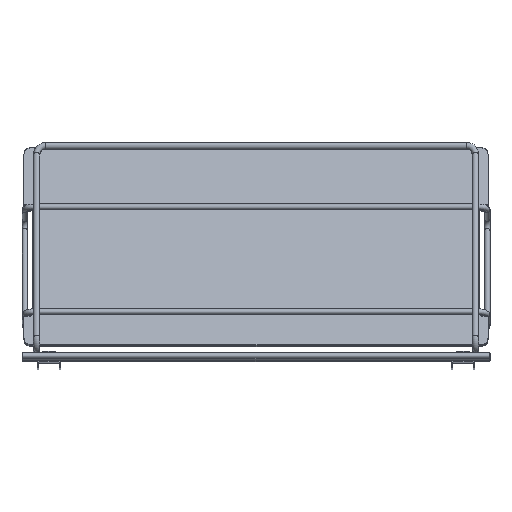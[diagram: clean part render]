
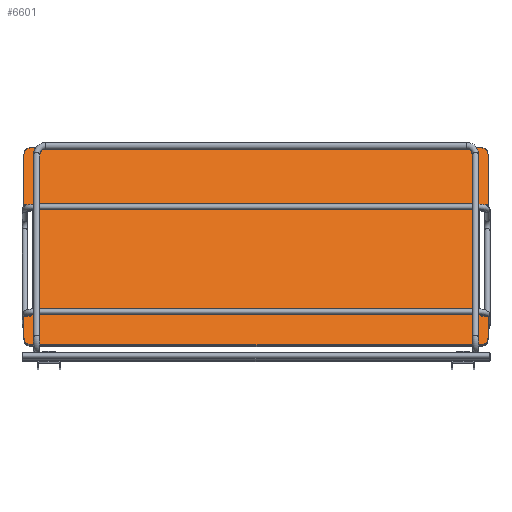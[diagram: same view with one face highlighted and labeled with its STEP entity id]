
A CAD part, top view. The second image highlights one B-rep face of the part: STEP entity #6601.
In plain terms, the highlighted face is planar.
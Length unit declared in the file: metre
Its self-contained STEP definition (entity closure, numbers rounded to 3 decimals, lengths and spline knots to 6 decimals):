
#5786=CARTESIAN_POINT('',(0.2368,-0.113,0.0));
#5787=VERTEX_POINT('',#5786);
#5794=CARTESIAN_POINT('',(0.245,-0.1048,0.0));
#5795=VERTEX_POINT('',#5794);
#5796=CARTESIAN_POINT('',(0.2368,-0.1048,0.0));
#5797=DIRECTION('',(0.0,0.0,1.0));
#5798=DIRECTION('',(-1.0,0.0,0.0));
#5799=AXIS2_PLACEMENT_3D('',#5796,#5797,#5798);
#5800=CIRCLE('',#5799,0.0082);
#5801=EDGE_CURVE('',#5787,#5795,#5800,.T.);
#5826=CARTESIAN_POINT('',(0.245,-0.047497,0.0));
#5827=VERTEX_POINT('',#5826);
#5828=CARTESIAN_POINT('',(0.245,-0.1048,0.0));
#5829=DIRECTION('',(0.0,1.0,0.0));
#5830=VECTOR('',#5829,0.057303);
#5831=LINE('',#5828,#5830);
#5832=EDGE_CURVE('',#5795,#5827,#5831,.T.);
#5858=CARTESIAN_POINT('',(0.2445,-0.046997,0.0));
#5859=VERTEX_POINT('',#5858);
#5860=CARTESIAN_POINT('',(0.2445,-0.047497,0.0));
#5861=DIRECTION('',(0.0,0.0,1.0));
#5862=DIRECTION('',(0.0,-1.0,0.0));
#5863=AXIS2_PLACEMENT_3D('',#5860,#5861,#5862);
#5864=CIRCLE('',#5863,0.0005);
#5865=EDGE_CURVE('',#5827,#5859,#5864,.T.);
#5890=CARTESIAN_POINT('',(0.23936,-0.046997,0.0));
#5891=VERTEX_POINT('',#5890);
#5892=CARTESIAN_POINT('',(0.2445,-0.046997,0.0));
#5893=DIRECTION('',(-1.0,0.0,0.0));
#5894=VECTOR('',#5893,0.00514);
#5895=LINE('',#5892,#5894);
#5896=EDGE_CURVE('',#5859,#5891,#5895,.T.);
#5922=CARTESIAN_POINT('',(0.236,-0.0435,0.0));
#5923=VERTEX_POINT('',#5922);
#5924=CARTESIAN_POINT('',(0.2395,-0.0435,0.0));
#5925=DIRECTION('',(0.0,0.0,-1.));
#5926=DIRECTION('',(-0.04,-0.999,0.0));
#5927=AXIS2_PLACEMENT_3D('',#5924,#5925,#5926);
#5928=CIRCLE('',#5927,0.0035);
#5929=EDGE_CURVE('',#5891,#5923,#5928,.T.);
#5954=CARTESIAN_POINT('',(0.236,0.0765,0.0));
#5955=VERTEX_POINT('',#5954);
#5956=CARTESIAN_POINT('',(0.236,-0.0435,0.0));
#5957=DIRECTION('',(0.0,1.0,0.0));
#5958=VECTOR('',#5957,0.12);
#5959=LINE('',#5956,#5958);
#5960=EDGE_CURVE('',#5923,#5955,#5959,.T.);
#5986=CARTESIAN_POINT('',(0.2395,0.08,0.0));
#5987=VERTEX_POINT('',#5986);
#5988=CARTESIAN_POINT('',(0.2395,0.0765,0.0));
#5989=DIRECTION('',(0.0,0.0,-1.0));
#5990=DIRECTION('',(-1.0,0.0,0.0));
#5991=AXIS2_PLACEMENT_3D('',#5988,#5989,#5990);
#5992=CIRCLE('',#5991,0.0035);
#5993=EDGE_CURVE('',#5955,#5987,#5992,.T.);
#6018=CARTESIAN_POINT('',(0.2445,0.08,0.0));
#6019=VERTEX_POINT('',#6018);
#6020=CARTESIAN_POINT('',(0.2395,0.08,0.0));
#6021=DIRECTION('',(1.0,0.0,0.0));
#6022=VECTOR('',#6021,0.005);
#6023=LINE('',#6020,#6022);
#6024=EDGE_CURVE('',#5987,#6019,#6023,.T.);
#6050=CARTESIAN_POINT('',(0.245,0.0805,0.0));
#6051=VERTEX_POINT('',#6050);
#6052=CARTESIAN_POINT('',(0.2445,0.0805,0.0));
#6053=DIRECTION('',(0.0,0.0,1.0));
#6054=DIRECTION('',(-1.0,0.0,0.0));
#6055=AXIS2_PLACEMENT_3D('',#6052,#6053,#6054);
#6056=CIRCLE('',#6055,0.0005);
#6057=EDGE_CURVE('',#6019,#6051,#6056,.T.);
#6082=CARTESIAN_POINT('',(0.245,0.1048,0.0));
#6083=VERTEX_POINT('',#6082);
#6084=CARTESIAN_POINT('',(0.245,0.0805,0.0));
#6085=DIRECTION('',(0.0,1.0,0.0));
#6086=VECTOR('',#6085,0.0243);
#6087=LINE('',#6084,#6086);
#6088=EDGE_CURVE('',#6051,#6083,#6087,.T.);
#6114=CARTESIAN_POINT('',(0.2368,0.113,0.0));
#6115=VERTEX_POINT('',#6114);
#6116=CARTESIAN_POINT('',(0.2368,0.1048,0.0));
#6117=DIRECTION('',(0.0,0.0,1.0));
#6118=DIRECTION('',(0.0,-1.0,0.0));
#6119=AXIS2_PLACEMENT_3D('',#6116,#6117,#6118);
#6120=CIRCLE('',#6119,0.0082);
#6121=EDGE_CURVE('',#6083,#6115,#6120,.T.);
#6145=CARTESIAN_POINT('',(-0.2368,-0.113,0.0));
#6146=VERTEX_POINT('',#6145);
#6153=CARTESIAN_POINT('',(0.2368,-0.113,0.0));
#6154=DIRECTION('',(-1.0,0.0,0.0));
#6155=VECTOR('',#6154,0.4736);
#6156=LINE('',#6153,#6155);
#6157=EDGE_CURVE('',#5787,#6146,#6156,.T.);
#6177=CARTESIAN_POINT('',(-0.245,-0.1048,0.0));
#6178=VERTEX_POINT('',#6177);
#6185=CARTESIAN_POINT('',(-0.2368,-0.1048,0.0));
#6186=DIRECTION('',(0.0,0.0,-1.0));
#6187=DIRECTION('',(1.0,0.0,0.0));
#6188=AXIS2_PLACEMENT_3D('',#6185,#6186,#6187);
#6189=CIRCLE('',#6188,0.0082);
#6190=EDGE_CURVE('',#6146,#6178,#6189,.T.);
#6209=CARTESIAN_POINT('',(-0.245,-0.047497,0.0));
#6210=VERTEX_POINT('',#6209);
#6217=CARTESIAN_POINT('',(-0.245,-0.1048,0.0));
#6218=DIRECTION('',(0.0,1.0,0.0));
#6219=VECTOR('',#6218,0.057303);
#6220=LINE('',#6217,#6219);
#6221=EDGE_CURVE('',#6178,#6210,#6220,.T.);
#6241=CARTESIAN_POINT('',(-0.2445,-0.046997,0.0));
#6242=VERTEX_POINT('',#6241);
#6249=CARTESIAN_POINT('',(-0.2445,-0.047497,0.0));
#6250=DIRECTION('',(0.0,0.0,-1.0));
#6251=DIRECTION('',(0.0,-1.0,0.0));
#6252=AXIS2_PLACEMENT_3D('',#6249,#6250,#6251);
#6253=CIRCLE('',#6252,0.0005);
#6254=EDGE_CURVE('',#6210,#6242,#6253,.T.);
#6273=CARTESIAN_POINT('',(-0.23936,-0.046997,0.0));
#6274=VERTEX_POINT('',#6273);
#6281=CARTESIAN_POINT('',(-0.2445,-0.046997,0.0));
#6282=DIRECTION('',(1.0,0.0,0.0));
#6283=VECTOR('',#6282,0.00514);
#6284=LINE('',#6281,#6283);
#6285=EDGE_CURVE('',#6242,#6274,#6284,.T.);
#6305=CARTESIAN_POINT('',(-0.236,-0.0435,0.0));
#6306=VERTEX_POINT('',#6305);
#6313=CARTESIAN_POINT('',(-0.2395,-0.0435,0.0));
#6314=DIRECTION('',(0.0,0.0,1.));
#6315=DIRECTION('',(0.04,-0.999,0.0));
#6316=AXIS2_PLACEMENT_3D('',#6313,#6314,#6315);
#6317=CIRCLE('',#6316,0.0035);
#6318=EDGE_CURVE('',#6274,#6306,#6317,.T.);
#6337=CARTESIAN_POINT('',(-0.236,0.0765,0.0));
#6338=VERTEX_POINT('',#6337);
#6345=CARTESIAN_POINT('',(-0.236,-0.0435,0.0));
#6346=DIRECTION('',(0.0,1.0,0.0));
#6347=VECTOR('',#6346,0.12);
#6348=LINE('',#6345,#6347);
#6349=EDGE_CURVE('',#6306,#6338,#6348,.T.);
#6369=CARTESIAN_POINT('',(-0.2395,0.08,0.0));
#6370=VERTEX_POINT('',#6369);
#6377=CARTESIAN_POINT('',(-0.2395,0.0765,0.0));
#6378=DIRECTION('',(0.0,0.0,1.0));
#6379=DIRECTION('',(1.0,0.0,0.0));
#6380=AXIS2_PLACEMENT_3D('',#6377,#6378,#6379);
#6381=CIRCLE('',#6380,0.0035);
#6382=EDGE_CURVE('',#6338,#6370,#6381,.T.);
#6401=CARTESIAN_POINT('',(-0.2445,0.08,0.0));
#6402=VERTEX_POINT('',#6401);
#6409=CARTESIAN_POINT('',(-0.2395,0.08,0.0));
#6410=DIRECTION('',(-1.0,0.0,0.0));
#6411=VECTOR('',#6410,0.005);
#6412=LINE('',#6409,#6411);
#6413=EDGE_CURVE('',#6370,#6402,#6412,.T.);
#6433=CARTESIAN_POINT('',(-0.245,0.0805,0.0));
#6434=VERTEX_POINT('',#6433);
#6441=CARTESIAN_POINT('',(-0.2445,0.0805,0.0));
#6442=DIRECTION('',(0.0,0.0,-1.0));
#6443=DIRECTION('',(1.0,0.0,0.0));
#6444=AXIS2_PLACEMENT_3D('',#6441,#6442,#6443);
#6445=CIRCLE('',#6444,0.0005);
#6446=EDGE_CURVE('',#6402,#6434,#6445,.T.);
#6465=CARTESIAN_POINT('',(-0.245,0.1048,0.0));
#6466=VERTEX_POINT('',#6465);
#6473=CARTESIAN_POINT('',(-0.245,0.0805,0.0));
#6474=DIRECTION('',(0.0,1.0,0.0));
#6475=VECTOR('',#6474,0.0243);
#6476=LINE('',#6473,#6475);
#6477=EDGE_CURVE('',#6434,#6466,#6476,.T.);
#6497=CARTESIAN_POINT('',(-0.2368,0.113,0.0));
#6498=VERTEX_POINT('',#6497);
#6505=CARTESIAN_POINT('',(-0.2368,0.1048,0.0));
#6506=DIRECTION('',(0.0,0.0,-1.0));
#6507=DIRECTION('',(0.0,-1.0,0.0));
#6508=AXIS2_PLACEMENT_3D('',#6505,#6506,#6507);
#6509=CIRCLE('',#6508,0.0082);
#6510=EDGE_CURVE('',#6466,#6498,#6509,.T.);
#6528=CARTESIAN_POINT('',(-0.2368,0.113,0.0));
#6529=DIRECTION('',(1.0,0.0,0.0));
#6530=VECTOR('',#6529,0.4736);
#6531=LINE('',#6528,#6530);
#6532=EDGE_CURVE('',#6498,#6115,#6531,.T.);
#6570=CARTESIAN_POINT('',(-0.1222,0.000253,0.0));
#6571=DIRECTION('',(0.0,0.0,1.0));
#6572=DIRECTION('',(1.0,0.0,0.0));
#6573=AXIS2_PLACEMENT_3D('',#6570,#6571,#6572);
#6574=PLANE('',#6573);
#6575=ORIENTED_EDGE('',*,*,#6532,.T.);
#6576=ORIENTED_EDGE('',*,*,#6121,.F.);
#6577=ORIENTED_EDGE('',*,*,#6088,.F.);
#6578=ORIENTED_EDGE('',*,*,#6057,.F.);
#6579=ORIENTED_EDGE('',*,*,#6024,.F.);
#6580=ORIENTED_EDGE('',*,*,#5993,.F.);
#6581=ORIENTED_EDGE('',*,*,#5960,.F.);
#6582=ORIENTED_EDGE('',*,*,#5929,.F.);
#6583=ORIENTED_EDGE('',*,*,#5896,.F.);
#6584=ORIENTED_EDGE('',*,*,#5865,.F.);
#6585=ORIENTED_EDGE('',*,*,#5832,.F.);
#6586=ORIENTED_EDGE('',*,*,#5801,.F.);
#6587=ORIENTED_EDGE('',*,*,#6157,.T.);
#6588=ORIENTED_EDGE('',*,*,#6190,.T.);
#6589=ORIENTED_EDGE('',*,*,#6221,.T.);
#6590=ORIENTED_EDGE('',*,*,#6254,.T.);
#6591=ORIENTED_EDGE('',*,*,#6285,.T.);
#6592=ORIENTED_EDGE('',*,*,#6318,.T.);
#6593=ORIENTED_EDGE('',*,*,#6349,.T.);
#6594=ORIENTED_EDGE('',*,*,#6382,.T.);
#6595=ORIENTED_EDGE('',*,*,#6413,.T.);
#6596=ORIENTED_EDGE('',*,*,#6446,.T.);
#6597=ORIENTED_EDGE('',*,*,#6477,.T.);
#6598=ORIENTED_EDGE('',*,*,#6510,.T.);
#6599=EDGE_LOOP('',(#6575,#6576,#6577,#6578,#6579,#6580,#6581,#6582,#6583,#6584,#6585,#6586,#6587,#6588,#6589,#6590,#6591,#6592,#6593,#6594,#6595,#6596,#6597,#6598));
#6600=FACE_OUTER_BOUND('',#6599,.T.);
#6601=ADVANCED_FACE('',(#6600),#6574,.F.);
